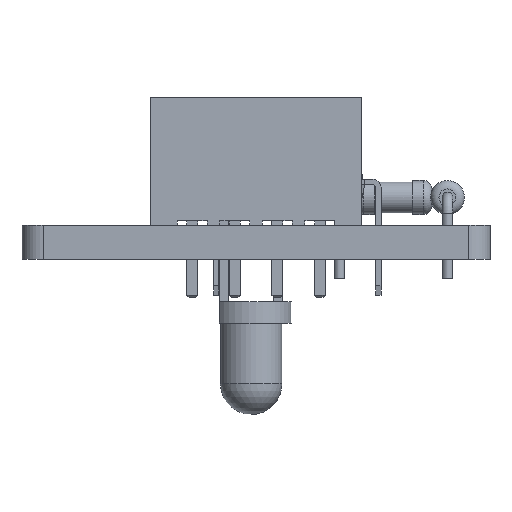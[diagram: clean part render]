
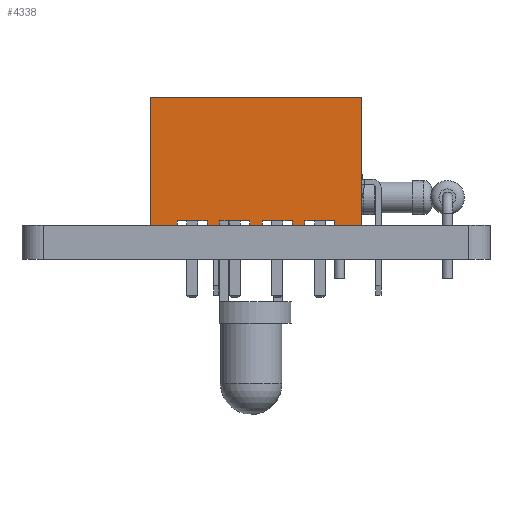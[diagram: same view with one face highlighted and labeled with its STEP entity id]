
A CAD part, left-side view. The second image highlights one B-rep face of the part: STEP entity #4338.
In plain terms, the highlighted planar face has unit normal (-1, 0, 0).
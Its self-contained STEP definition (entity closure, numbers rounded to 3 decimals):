
#1107 = VERTEX_POINT('',#1108);
#1108 = CARTESIAN_POINT('',(120.197,-153.702,0.));
#1116 = EDGE_CURVE('',#1107,#1117,#1119,.T.);
#1117 = VERTEX_POINT('',#1118);
#1118 = CARTESIAN_POINT('',(120.197,-154.952,0.));
#1119 = LINE('',#1120,#1121);
#1120 = CARTESIAN_POINT('',(120.197,-145.052,0.));
#1121 = VECTOR('',#1122,1.);
#1122 = DIRECTION('',(0.,-1.,0.));
#1202 = VERTEX_POINT('',#1203);
#1203 = CARTESIAN_POINT('',(120.197,-151.702,0.));
#1211 = EDGE_CURVE('',#1202,#1212,#1214,.T.);
#1212 = VERTEX_POINT('',#1213);
#1213 = CARTESIAN_POINT('',(120.197,-152.302,0.));
#1214 = LINE('',#1215,#1216);
#1215 = CARTESIAN_POINT('',(120.197,-145.052,0.));
#1216 = VECTOR('',#1217,1.);
#1217 = DIRECTION('',(0.,-1.,0.));
#1272 = VERTEX_POINT('',#1273);
#1273 = CARTESIAN_POINT('',(120.197,-149.702,0.));
#1279 = EDGE_CURVE('',#1272,#1280,#1282,.T.);
#1280 = VERTEX_POINT('',#1281);
#1281 = CARTESIAN_POINT('',(120.197,-150.302,0.));
#1282 = LINE('',#1283,#1284);
#1283 = CARTESIAN_POINT('',(120.197,-145.052,0.));
#1284 = VECTOR('',#1285,1.);
#1285 = DIRECTION('',(0.,-1.,0.));
#1663 = VERTEX_POINT('',#1664);
#1664 = CARTESIAN_POINT('',(120.197,-147.702,0.));
#1670 = EDGE_CURVE('',#1663,#1671,#1673,.T.);
#1671 = VERTEX_POINT('',#1672);
#1672 = CARTESIAN_POINT('',(120.197,-148.302,0.));
#1673 = LINE('',#1674,#1675);
#1674 = CARTESIAN_POINT('',(120.197,-145.052,0.));
#1675 = VECTOR('',#1676,1.);
#1676 = DIRECTION('',(0.,-1.,0.));
#1756 = VERTEX_POINT('',#1757);
#1757 = CARTESIAN_POINT('',(120.197,-145.052,0.));
#1763 = EDGE_CURVE('',#1756,#1764,#1766,.T.);
#1764 = VERTEX_POINT('',#1765);
#1765 = CARTESIAN_POINT('',(120.197,-146.302,0.));
#1766 = LINE('',#1767,#1768);
#1767 = CARTESIAN_POINT('',(120.197,-145.052,0.));
#1768 = VECTOR('',#1769,1.);
#1769 = DIRECTION('',(0.,-1.,0.));
#4115 = EDGE_CURVE('',#4116,#1107,#4118,.T.);
#4116 = VERTEX_POINT('',#4117);
#4117 = CARTESIAN_POINT('',(120.197,-153.702,0.2));
#4118 = LINE('',#4119,#4120);
#4119 = CARTESIAN_POINT('',(120.197,-153.702,0.2));
#4120 = VECTOR('',#4121,1.);
#4121 = DIRECTION('',(0.,0.,-1.));
#4273 = VERTEX_POINT('',#4274);
#4274 = CARTESIAN_POINT('',(120.197,-154.952,6.));
#4280 = EDGE_CURVE('',#4273,#1117,#4281,.T.);
#4281 = LINE('',#4282,#4283);
#4282 = CARTESIAN_POINT('',(120.197,-154.952,6.));
#4283 = VECTOR('',#4284,1.);
#4284 = DIRECTION('',(0.,0.,-1.));
#4338 = ADVANCED_FACE('',(#4339),#4442,.F.);
#4339 = FACE_BOUND('',#4340,.T.);
#4340 = EDGE_LOOP('',(#4341,#4351,#4357,#4358,#4366,#4372,#4373,#4374,
    #4375,#4383,#4389,#4390,#4398,#4406,#4412,#4413,#4421,#4429,#4435,
    #4436));
#4341 = ORIENTED_EDGE('',*,*,#4342,.T.);
#4342 = EDGE_CURVE('',#4343,#4345,#4347,.T.);
#4343 = VERTEX_POINT('',#4344);
#4344 = CARTESIAN_POINT('',(120.197,-150.302,0.2));
#4345 = VERTEX_POINT('',#4346);
#4346 = CARTESIAN_POINT('',(120.197,-151.702,0.2));
#4347 = LINE('',#4348,#4349);
#4348 = CARTESIAN_POINT('',(120.197,-151.702,0.2));
#4349 = VECTOR('',#4350,1.);
#4350 = DIRECTION('',(0.,-1.,0.));
#4351 = ORIENTED_EDGE('',*,*,#4352,.T.);
#4352 = EDGE_CURVE('',#4345,#1202,#4353,.T.);
#4353 = LINE('',#4354,#4355);
#4354 = CARTESIAN_POINT('',(120.197,-151.702,0.2));
#4355 = VECTOR('',#4356,1.);
#4356 = DIRECTION('',(0.,0.,-1.));
#4357 = ORIENTED_EDGE('',*,*,#1211,.T.);
#4358 = ORIENTED_EDGE('',*,*,#4359,.T.);
#4359 = EDGE_CURVE('',#1212,#4360,#4362,.T.);
#4360 = VERTEX_POINT('',#4361);
#4361 = CARTESIAN_POINT('',(120.197,-152.302,0.2));
#4362 = LINE('',#4363,#4364);
#4363 = CARTESIAN_POINT('',(120.197,-152.302,0.2));
#4364 = VECTOR('',#4365,1.);
#4365 = DIRECTION('',(0.,0.,1.));
#4366 = ORIENTED_EDGE('',*,*,#4367,.T.);
#4367 = EDGE_CURVE('',#4360,#4116,#4368,.T.);
#4368 = LINE('',#4369,#4370);
#4369 = CARTESIAN_POINT('',(120.197,-153.702,0.2));
#4370 = VECTOR('',#4371,1.);
#4371 = DIRECTION('',(0.,-1.,0.));
#4372 = ORIENTED_EDGE('',*,*,#4115,.T.);
#4373 = ORIENTED_EDGE('',*,*,#1116,.T.);
#4374 = ORIENTED_EDGE('',*,*,#4280,.F.);
#4375 = ORIENTED_EDGE('',*,*,#4376,.F.);
#4376 = EDGE_CURVE('',#4377,#4273,#4379,.T.);
#4377 = VERTEX_POINT('',#4378);
#4378 = CARTESIAN_POINT('',(120.197,-145.052,6.));
#4379 = LINE('',#4380,#4381);
#4380 = CARTESIAN_POINT('',(120.197,-145.052,6.));
#4381 = VECTOR('',#4382,1.);
#4382 = DIRECTION('',(0.,-1.,0.));
#4383 = ORIENTED_EDGE('',*,*,#4384,.T.);
#4384 = EDGE_CURVE('',#4377,#1756,#4385,.T.);
#4385 = LINE('',#4386,#4387);
#4386 = CARTESIAN_POINT('',(120.197,-145.052,6.));
#4387 = VECTOR('',#4388,1.);
#4388 = DIRECTION('',(0.,0.,-1.));
#4389 = ORIENTED_EDGE('',*,*,#1763,.T.);
#4390 = ORIENTED_EDGE('',*,*,#4391,.T.);
#4391 = EDGE_CURVE('',#1764,#4392,#4394,.T.);
#4392 = VERTEX_POINT('',#4393);
#4393 = CARTESIAN_POINT('',(120.197,-146.302,0.2));
#4394 = LINE('',#4395,#4396);
#4395 = CARTESIAN_POINT('',(120.197,-146.302,0.2));
#4396 = VECTOR('',#4397,1.);
#4397 = DIRECTION('',(0.,0.,1.));
#4398 = ORIENTED_EDGE('',*,*,#4399,.T.);
#4399 = EDGE_CURVE('',#4392,#4400,#4402,.T.);
#4400 = VERTEX_POINT('',#4401);
#4401 = CARTESIAN_POINT('',(120.197,-147.702,0.2));
#4402 = LINE('',#4403,#4404);
#4403 = CARTESIAN_POINT('',(120.197,-147.702,0.2));
#4404 = VECTOR('',#4405,1.);
#4405 = DIRECTION('',(0.,-1.,0.));
#4406 = ORIENTED_EDGE('',*,*,#4407,.T.);
#4407 = EDGE_CURVE('',#4400,#1663,#4408,.T.);
#4408 = LINE('',#4409,#4410);
#4409 = CARTESIAN_POINT('',(120.197,-147.702,0.2));
#4410 = VECTOR('',#4411,1.);
#4411 = DIRECTION('',(0.,0.,-1.));
#4412 = ORIENTED_EDGE('',*,*,#1670,.T.);
#4413 = ORIENTED_EDGE('',*,*,#4414,.T.);
#4414 = EDGE_CURVE('',#1671,#4415,#4417,.T.);
#4415 = VERTEX_POINT('',#4416);
#4416 = CARTESIAN_POINT('',(120.197,-148.302,0.2));
#4417 = LINE('',#4418,#4419);
#4418 = CARTESIAN_POINT('',(120.197,-148.302,0.2));
#4419 = VECTOR('',#4420,1.);
#4420 = DIRECTION('',(0.,0.,1.));
#4421 = ORIENTED_EDGE('',*,*,#4422,.T.);
#4422 = EDGE_CURVE('',#4415,#4423,#4425,.T.);
#4423 = VERTEX_POINT('',#4424);
#4424 = CARTESIAN_POINT('',(120.197,-149.702,0.2));
#4425 = LINE('',#4426,#4427);
#4426 = CARTESIAN_POINT('',(120.197,-149.702,0.2));
#4427 = VECTOR('',#4428,1.);
#4428 = DIRECTION('',(0.,-1.,0.));
#4429 = ORIENTED_EDGE('',*,*,#4430,.T.);
#4430 = EDGE_CURVE('',#4423,#1272,#4431,.T.);
#4431 = LINE('',#4432,#4433);
#4432 = CARTESIAN_POINT('',(120.197,-149.702,0.2));
#4433 = VECTOR('',#4434,1.);
#4434 = DIRECTION('',(0.,0.,-1.));
#4435 = ORIENTED_EDGE('',*,*,#1279,.T.);
#4436 = ORIENTED_EDGE('',*,*,#4437,.T.);
#4437 = EDGE_CURVE('',#1280,#4343,#4438,.T.);
#4438 = LINE('',#4439,#4440);
#4439 = CARTESIAN_POINT('',(120.197,-150.302,0.2));
#4440 = VECTOR('',#4441,1.);
#4441 = DIRECTION('',(0.,0.,1.));
#4442 = PLANE('',#4443);
#4443 = AXIS2_PLACEMENT_3D('',#4444,#4445,#4446);
#4444 = CARTESIAN_POINT('',(120.197,-145.052,6.));
#4445 = DIRECTION('',(1.,0.,0.));
#4446 = DIRECTION('',(0.,1.,0.));
